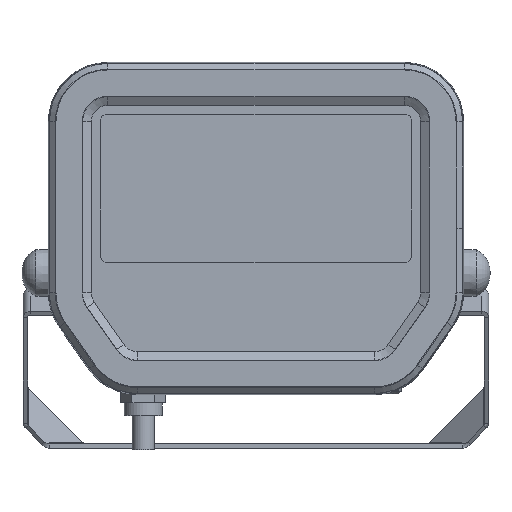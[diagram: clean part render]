
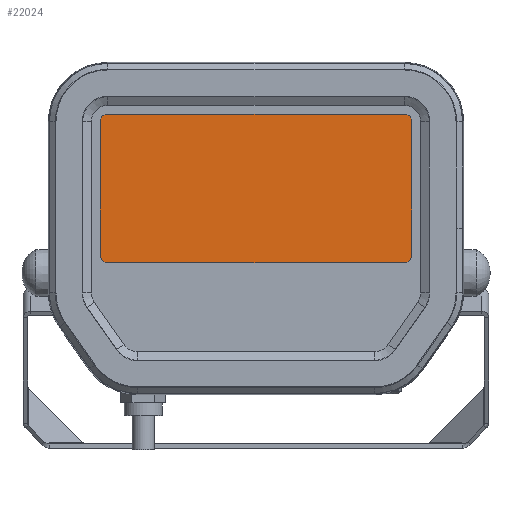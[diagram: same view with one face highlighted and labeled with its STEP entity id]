
A CAD part, top view. The second image highlights one B-rep face of the part: STEP entity #22024.
In plain terms, the highlighted face is planar.
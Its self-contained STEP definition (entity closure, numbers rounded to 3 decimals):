
#507 = ORIENTED_EDGE ( 'NONE', *, *, #6809, .T. ) ;
#917 = CARTESIAN_POINT ( 'NONE',  ( 50., 110.037, -53.605 ) ) ;
#951 = CIRCLE ( 'NONE', #22294, 2.5 ) ;
#1201 = EDGE_CURVE ( 'NONE', #2806, #5577, #6250, .T. ) ;
#1662 = CARTESIAN_POINT ( 'NONE',  ( 50., 62.537, -53.605 ) ) ;
#1875 = DIRECTION ( 'NONE',  ( -1., 0., 0. ) ) ;
#2719 = VERTEX_POINT ( 'NONE', #21759 ) ;
#2806 = VERTEX_POINT ( 'NONE', #25662 ) ;
#4333 = ORIENTED_EDGE ( 'NONE', *, *, #1201, .T. ) ;
#4896 = DIRECTION ( 'NONE',  ( 0., 1., 0. ) ) ;
#5435 = ORIENTED_EDGE ( 'NONE', *, *, #6168, .T. ) ;
#5540 = CARTESIAN_POINT ( 'NONE',  ( -52.5, 110.037, -53.605 ) ) ;
#5577 = VERTEX_POINT ( 'NONE', #33408 ) ;
#6168 = EDGE_CURVE ( 'NONE', #21125, #9495, #20060, .T. ) ;
#6250 = LINE ( 'NONE', #32842, #28599 ) ;
#6809 = EDGE_CURVE ( 'NONE', #27104, #2806, #15241, .T. ) ;
#6837 = ORIENTED_EDGE ( 'NONE', *, *, #25168, .T. ) ;
#7380 = AXIS2_PLACEMENT_3D ( 'NONE', #14793, #25378, #1875 ) ;
#7467 = CARTESIAN_POINT ( 'NONE',  ( -52.5, 110.037, -53.605 ) ) ;
#7659 = ORIENTED_EDGE ( 'NONE', *, *, #33409, .T. ) ;
#7997 = DIRECTION ( 'NONE',  ( 0., 0., -1. ) ) ;
#8379 = VECTOR ( 'NONE', #4896, 1000. ) ;
#9364 = ORIENTED_EDGE ( 'NONE', *, *, #12478, .T. ) ;
#9495 = VERTEX_POINT ( 'NONE', #24958 ) ;
#9955 = CARTESIAN_POINT ( 'NONE',  ( 50., 65.037, -53.605 ) ) ;
#10715 = LINE ( 'NONE', #31457, #17446 ) ;
#12014 = DIRECTION ( 'NONE',  ( 0., 0., -1. ) ) ;
#12478 = EDGE_CURVE ( 'NONE', #5577, #2719, #28749, .T. ) ;
#12540 = ORIENTED_EDGE ( 'NONE', *, *, #14796, .T. ) ;
#14005 = AXIS2_PLACEMENT_3D ( 'NONE', #917, #7997, #22013 ) ;
#14040 = ORIENTED_EDGE ( 'NONE', *, *, #19850, .T. ) ;
#14055 = CARTESIAN_POINT ( 'NONE',  ( -50., 62.537, -53.605 ) ) ;
#14793 = CARTESIAN_POINT ( 'NONE',  ( -50., 110.037, -53.605 ) ) ;
#14796 = EDGE_CURVE ( 'NONE', #27822, #21125, #16793, .T. ) ;
#15018 = VERTEX_POINT ( 'NONE', #33895 ) ;
#15241 = CIRCLE ( 'NONE', #15803, 2.5 ) ;
#15803 = AXIS2_PLACEMENT_3D ( 'NONE', #20562, #27191, #26849 ) ;
#16374 = CARTESIAN_POINT ( 'NONE',  ( -50., 62.537, -53.605 ) ) ;
#16617 = DIRECTION ( 'NONE',  ( -1., 0., 0. ) ) ;
#16793 = LINE ( 'NONE', #14055, #17719 ) ;
#17415 = DIRECTION ( 'NONE',  ( 1., 0., 0. ) ) ;
#17446 = VECTOR ( 'NONE', #19417, 1000. ) ;
#17719 = VECTOR ( 'NONE', #16617, 1000. ) ;
#17857 = DIRECTION ( 'NONE',  ( -1., 0., 0. ) ) ;
#19417 = DIRECTION ( 'NONE',  ( 0., -1., 0. ) ) ;
#19755 = CARTESIAN_POINT ( 'NONE',  ( -50., 65.037, -53.605 ) ) ;
#19850 = EDGE_CURVE ( 'NONE', #9495, #27104, #30984, .T. ) ;
#20060 = CIRCLE ( 'NONE', #24959, 2.5 ) ;
#20562 = CARTESIAN_POINT ( 'NONE',  ( -50., 110.037, -53.605 ) ) ;
#21125 = VERTEX_POINT ( 'NONE', #16374 ) ;
#21759 = CARTESIAN_POINT ( 'NONE',  ( 52.5, 110.037, -53.605 ) ) ;
#22013 = DIRECTION ( 'NONE',  ( -1., 0., 0. ) ) ;
#22024 = ADVANCED_FACE ( 'NONE', ( #27951 ), #27784, .T. ) ;
#22294 = AXIS2_PLACEMENT_3D ( 'NONE', #9955, #12014, #17857 ) ;
#24684 = DIRECTION ( 'NONE',  ( 0., 0., -1. ) ) ;
#24958 = CARTESIAN_POINT ( 'NONE',  ( -52.5, 65.037, -53.605 ) ) ;
#24959 = AXIS2_PLACEMENT_3D ( 'NONE', #19755, #24684, #32613 ) ;
#25168 = EDGE_CURVE ( 'NONE', #2719, #15018, #10715, .T. ) ;
#25378 = DIRECTION ( 'NONE',  ( 0., 0., -1. ) ) ;
#25662 = CARTESIAN_POINT ( 'NONE',  ( -50., 112.537, -53.605 ) ) ;
#26849 = DIRECTION ( 'NONE',  ( -1., 0., 0. ) ) ;
#27104 = VERTEX_POINT ( 'NONE', #5540 ) ;
#27191 = DIRECTION ( 'NONE',  ( 0., 0., -1. ) ) ;
#27784 = PLANE ( 'NONE',  #7380 ) ;
#27822 = VERTEX_POINT ( 'NONE', #1662 ) ;
#27951 = FACE_OUTER_BOUND ( 'NONE', #29225, .T. ) ;
#28599 = VECTOR ( 'NONE', #17415, 1000. ) ;
#28749 = CIRCLE ( 'NONE', #14005, 2.5 ) ;
#29225 = EDGE_LOOP ( 'NONE', ( #12540, #5435, #14040, #507, #4333, #9364, #6837, #7659 ) ) ;
#30984 = LINE ( 'NONE', #7467, #8379 ) ;
#31457 = CARTESIAN_POINT ( 'NONE',  ( 52.5, 110.037, -53.605 ) ) ;
#32613 = DIRECTION ( 'NONE',  ( -1., 0., 0. ) ) ;
#32842 = CARTESIAN_POINT ( 'NONE',  ( -50., 112.537, -53.605 ) ) ;
#33408 = CARTESIAN_POINT ( 'NONE',  ( 50., 112.537, -53.605 ) ) ;
#33409 = EDGE_CURVE ( 'NONE', #15018, #27822, #951, .T. ) ;
#33895 = CARTESIAN_POINT ( 'NONE',  ( 52.5, 65.037, -53.605 ) ) ;
